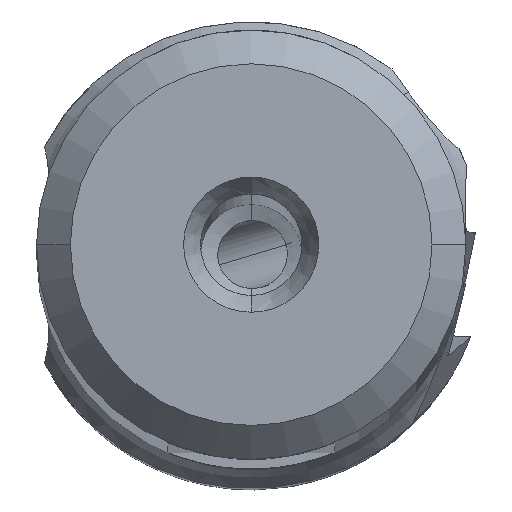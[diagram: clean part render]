
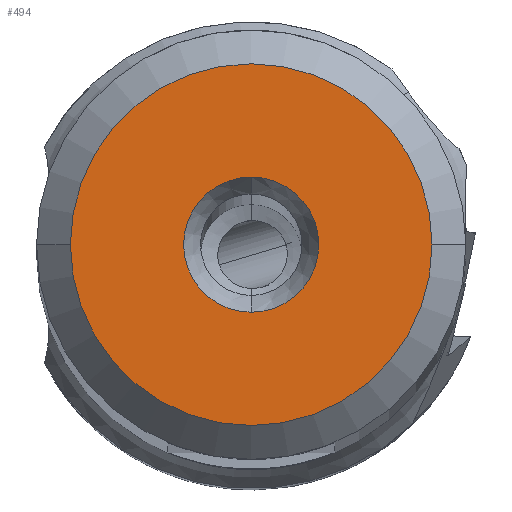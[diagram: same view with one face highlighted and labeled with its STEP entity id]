
A CAD part, top view. The second image highlights one B-rep face of the part: STEP entity #494.
In plain terms, the highlighted planar face has unit normal (0, 0, 1).
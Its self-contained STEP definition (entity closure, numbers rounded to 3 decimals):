
#494=ADVANCED_FACE('',(#624,#625),#595,.T.);
#595=PLANE('',#1886);
#624=FACE_BOUND('',#636,.T.);
#625=FACE_BOUND('',#637,.T.);
#636=EDGE_LOOP('',(#743,#744,#745));
#637=EDGE_LOOP('',(#746,#747));
#743=ORIENTED_EDGE('',*,*,#1455,.F.);
#744=ORIENTED_EDGE('',*,*,#1456,.F.);
#745=ORIENTED_EDGE('',*,*,#1457,.F.);
#746=ORIENTED_EDGE('',*,*,#1458,.F.);
#747=ORIENTED_EDGE('',*,*,#1459,.F.);
#1281=VERTEX_POINT('',#2642);
#1282=VERTEX_POINT('',#2643);
#1283=VERTEX_POINT('',#2645);
#1284=VERTEX_POINT('',#2648);
#1285=VERTEX_POINT('',#2649);
#1455=EDGE_CURVE('',#1281,#1282,#1724,.T.);
#1456=EDGE_CURVE('',#1283,#1281,#1725,.T.);
#1457=EDGE_CURVE('',#1282,#1283,#1726,.T.);
#1458=EDGE_CURVE('',#1284,#1285,#1727,.T.);
#1459=EDGE_CURVE('',#1285,#1284,#1728,.T.);
#1724=CIRCLE('',#1881,5.35);
#1725=CIRCLE('',#1882,5.35);
#1726=CIRCLE('',#1883,5.35);
#1727=CIRCLE('',#1884,2.);
#1728=CIRCLE('',#1885,2.);
#1881=AXIS2_PLACEMENT_3D('',#2641,#2111,#2112);
#1882=AXIS2_PLACEMENT_3D('',#2644,#2113,#2114);
#1883=AXIS2_PLACEMENT_3D('',#2646,#2115,#2116);
#1884=AXIS2_PLACEMENT_3D('',#2647,#2117,#2118);
#1885=AXIS2_PLACEMENT_3D('',#2650,#2119,#2120);
#1886=AXIS2_PLACEMENT_3D('',#2651,#2121,#2122);
#2111=DIRECTION('',(0.,0.,-1.));
#2112=DIRECTION('',(-1.,0.,0.));
#2113=DIRECTION('',(0.,0.,-1.));
#2114=DIRECTION('',(0.,-1.,0.));
#2115=DIRECTION('',(0.,0.,-1.));
#2116=DIRECTION('',(1.,0.,0.));
#2117=DIRECTION('',(0.,0.,1.));
#2118=DIRECTION('',(0.,1.,0.));
#2119=DIRECTION('',(0.,0.,1.));
#2120=DIRECTION('',(0.,-1.,0.));
#2121=DIRECTION('',(0.,0.,1.));
#2122=DIRECTION('',(-1.,0.,0.));
#2641=CARTESIAN_POINT('',(0.,0.,0.));
#2642=CARTESIAN_POINT('',(-5.35,0.,0.));
#2643=CARTESIAN_POINT('',(5.35,0.,0.));
#2644=CARTESIAN_POINT('',(0.,0.,0.));
#2645=CARTESIAN_POINT('',(0.,-5.35,0.));
#2646=CARTESIAN_POINT('',(0.,0.,0.));
#2647=CARTESIAN_POINT('',(0.,0.,0.));
#2648=CARTESIAN_POINT('',(0.,2.,0.));
#2649=CARTESIAN_POINT('',(0.,-2.,0.));
#2650=CARTESIAN_POINT('',(0.,0.,0.));
#2651=CARTESIAN_POINT('',(0.,0.,0.));
